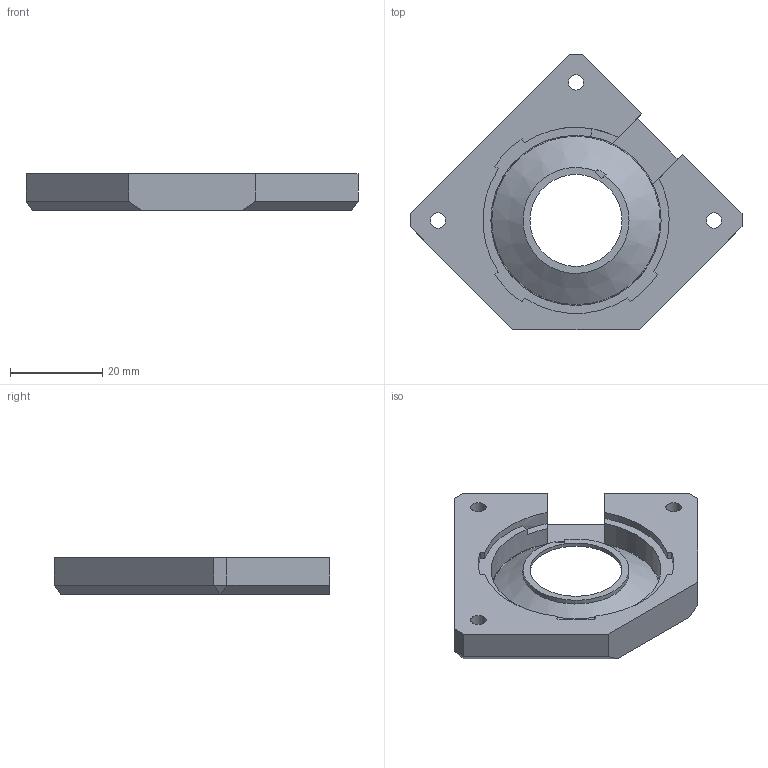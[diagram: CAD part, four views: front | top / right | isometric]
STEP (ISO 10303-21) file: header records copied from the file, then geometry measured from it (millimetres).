
FILE_DESCRIPTION(('FreeCAD Model'),'2;1');
FILE_NAME('Open CASCADE Shape Model','2024-09-14T22:13:06',(''),(''), 'Open CASCADE STEP processor 7.6','FreeCAD','Unknown');
FILE_SCHEMA(('AUTOMOTIVE_DESIGN { 1 0 10303 214 1 1 1 1 }'));
Length unit declared in the file: millimetre
Products named in the file (1): Pocket006
Bounding box: 72.17 x 59.8 x 8 mm (x, y, z)
Volume: 11355.7 mm3; surface area: 7344.6 mm2
Topology: 1 solids, 1 shells, 52 faces, 142 edges, 92 vertices
Faces by surface type: plane 36, cylinder 14, cone 2
Full cylindrical faces by diameter (mm): 3.35 x3, 20 x1
Entity records: 1687 total; most frequent: DIRECTION 291, CARTESIAN_POINT 287, ORIENTED_EDGE 284, EDGE_CURVE 142, LINE 99, VECTOR 99, AXIS2_PLACEMENT_3D 96, VERTEX_POINT 92
